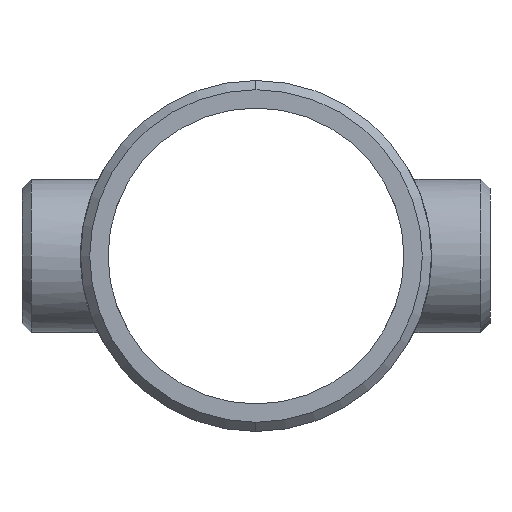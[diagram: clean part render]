
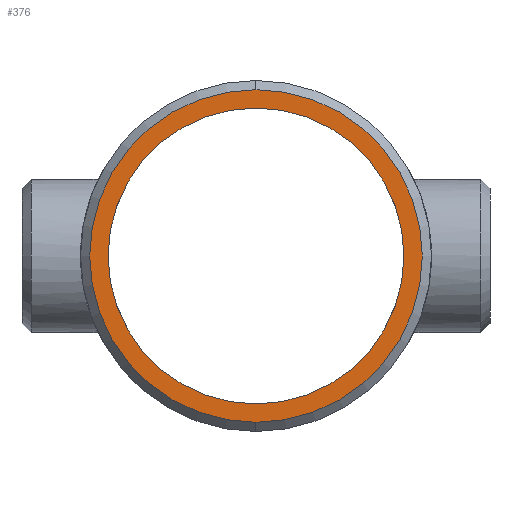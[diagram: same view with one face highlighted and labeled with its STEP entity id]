
A CAD part, left-side view. The second image highlights one B-rep face of the part: STEP entity #376.
In plain terms, the highlighted planar face has unit normal (-1, 0, 0).
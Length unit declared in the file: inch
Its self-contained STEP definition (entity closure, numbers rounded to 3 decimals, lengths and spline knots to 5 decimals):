
#48 = CARTESIAN_POINT ( 'NONE',  ( -10., 0., 5.375 ) ) ;
#100 = EDGE_LOOP ( 'NONE', ( #493, #137 ) ) ;
#134 = CARTESIAN_POINT ( 'NONE',  ( -10., 0., 0. ) ) ;
#137 = ORIENTED_EDGE ( 'NONE', *, *, #1053, .T. ) ;
#167 = EDGE_LOOP ( 'NONE', ( #815, #842 ) ) ;
#197 = VERTEX_POINT ( 'NONE', #497 ) ;
#226 = CIRCLE ( 'NONE', #932, 6.04167 ) ;
#239 = DIRECTION ( 'NONE',  ( 0., 0., 1. ) ) ;
#244 = CARTESIAN_POINT ( 'NONE',  ( -10., 0., 0. ) ) ;
#252 = FACE_OUTER_BOUND ( 'NONE', #100, .T. ) ;
#270 = CARTESIAN_POINT ( 'NONE',  ( -10., 0., 0. ) ) ;
#299 = CARTESIAN_POINT ( 'NONE',  ( -10., 0., -5.375 ) ) ;
#356 = CARTESIAN_POINT ( 'NONE',  ( -10., 0., -6.04167 ) ) ;
#376 = ADVANCED_FACE ( 'NONE', ( #252, #843 ), #831, .T. ) ;
#383 = DIRECTION ( 'NONE',  ( 1., 0., 0. ) ) ;
#415 = VERTEX_POINT ( 'NONE', #356 ) ;
#428 = CIRCLE ( 'NONE', #1092, 5.375 ) ;
#480 = CARTESIAN_POINT ( 'NONE',  ( -10., 0., 0. ) ) ;
#493 = ORIENTED_EDGE ( 'NONE', *, *, #526, .T. ) ;
#497 = CARTESIAN_POINT ( 'NONE',  ( -10., 0., 6.04167 ) ) ;
#506 = VERTEX_POINT ( 'NONE', #299 ) ;
#510 = DIRECTION ( 'NONE',  ( 0., 0., 1. ) ) ;
#526 = EDGE_CURVE ( 'NONE', #415, #197, #878, .T. ) ;
#543 = AXIS2_PLACEMENT_3D ( 'NONE', #480, #383, #872 ) ;
#570 = AXIS2_PLACEMENT_3D ( 'NONE', #913, #1005, #510 ) ;
#637 = DIRECTION ( 'NONE',  ( -1., 0., 0. ) ) ;
#638 = EDGE_CURVE ( 'NONE', #1184, #506, #1105, .T. ) ;
#698 = EDGE_CURVE ( 'NONE', #506, #1184, #428, .T. ) ;
#774 = DIRECTION ( 'NONE',  ( 0., 0., 1. ) ) ;
#780 = AXIS2_PLACEMENT_3D ( 'NONE', #244, #637, #1009 ) ;
#815 = ORIENTED_EDGE ( 'NONE', *, *, #638, .T. ) ;
#831 = PLANE ( 'NONE',  #780 ) ;
#842 = ORIENTED_EDGE ( 'NONE', *, *, #698, .T. ) ;
#843 = FACE_BOUND ( 'NONE', #167, .T. ) ;
#872 = DIRECTION ( 'NONE',  ( 0., 0., 1. ) ) ;
#878 = CIRCLE ( 'NONE', #570, 6.04167 ) ;
#913 = CARTESIAN_POINT ( 'NONE',  ( -10., 0., 0. ) ) ;
#928 = DIRECTION ( 'NONE',  ( 1., 0., 0. ) ) ;
#932 = AXIS2_PLACEMENT_3D ( 'NONE', #270, #1051, #774 ) ;
#1005 = DIRECTION ( 'NONE',  ( -1., 0., 0. ) ) ;
#1009 = DIRECTION ( 'NONE',  ( 0., 0., -1. ) ) ;
#1051 = DIRECTION ( 'NONE',  ( -1., 0., 0. ) ) ;
#1053 = EDGE_CURVE ( 'NONE', #197, #415, #226, .T. ) ;
#1092 = AXIS2_PLACEMENT_3D ( 'NONE', #134, #928, #239 ) ;
#1105 = CIRCLE ( 'NONE', #543, 5.375 ) ;
#1184 = VERTEX_POINT ( 'NONE', #48 ) ;
